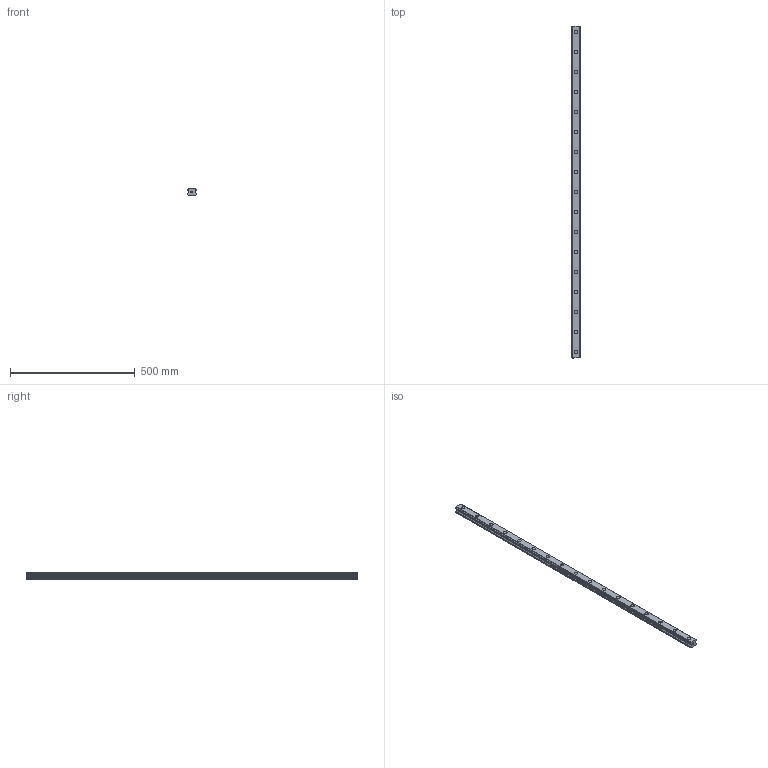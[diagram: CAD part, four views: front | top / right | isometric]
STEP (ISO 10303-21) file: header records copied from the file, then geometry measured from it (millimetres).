
FILE_DESCRIPTION(('STEP AP214'),'1');
FILE_NAME('cctmp_B3E1B243-5631-44C5-8A0C-5301F9EC703C_2021_02_12_15_04_04_0923..stp','2021-02-12T14:04:05',('HIWIN GmbH'),('CADClick - www.CADClick.com'),'Spatial InterOp 3D',' ','unknown authorization');
FILE_SCHEMA(('AUTOMOTIVE_DESIGN'));
Length unit declared in the file: millimetre
Products named in the file (1): EGR35R1330C_FILE
Bounding box: 34 x 1330 x 27.5 mm (x, y, z)
Volume: 1046273.7 mm3; surface area: 187706.6 mm2
Topology: 1 solids, 1 shells, 260 faces, 609 edges, 406 vertices
Faces by surface type: plane 140, cylinder 120
Entity records: 9617 total; most frequent: DIRECTION 1371, CARTESIAN_POINT 1276, ORIENTED_EDGE 1218, EDGE_CURVE 609, AXIS2_PLACEMENT_3D 501, VERTEX_POINT 406, LINE 369, VECTOR 369
